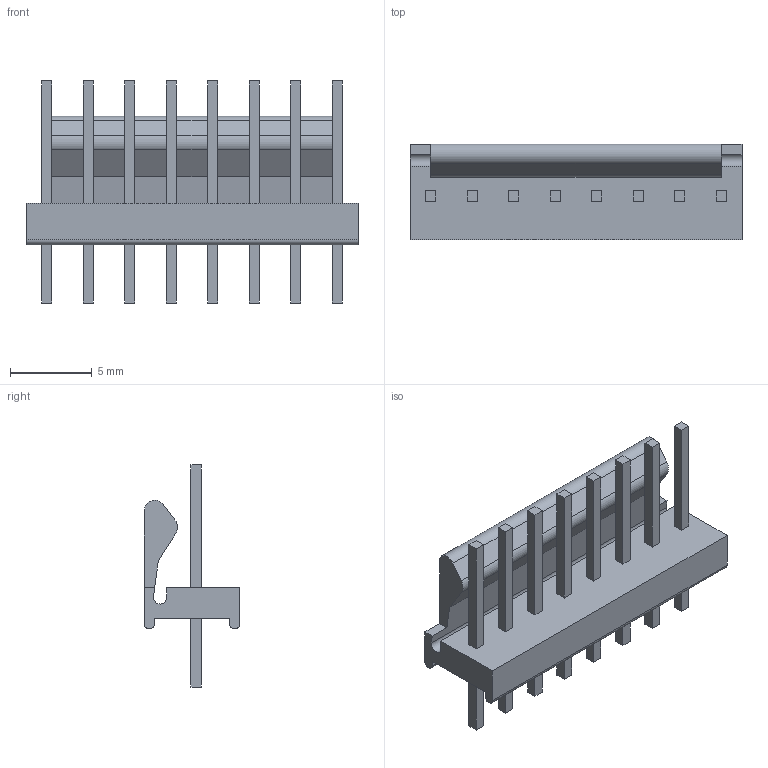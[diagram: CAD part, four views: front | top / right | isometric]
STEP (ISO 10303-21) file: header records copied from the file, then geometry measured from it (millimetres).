
FILE_DESCRIPTION((''),'2;1');
FILE_NAME('C-640456-8','2013-01-10T',('workeradm'),('Tyco Electronics Ltd.'),'PRO/ENGINEER BY PARAMETRIC TECHNOLOGY CORPORATION, 2010430','PRO/ENGINEER BY PARAMETRIC TECHNOLOGY CORPORATION, 2010430','');
FILE_SCHEMA(('AUTOMOTIVE_DESIGN { 1 0 10303 214 1 1 1 1 }'));
Length unit declared in the file: millimetre
Products named in the file (1): C-640456-8
Bounding box: 20.32 x 5.84 x 13.59 mm (x, y, z)
Volume: 384.7 mm3; surface area: 866.8 mm2
Topology: 1 solids, 1 shells, 101 faces, 249 edges, 166 vertices
Faces by surface type: plane 96, cylinder 5
Entity records: 3204 total; most frequent: CARTESIAN_POINT 518, ORIENTED_EDGE 498, DIRECTION 461, EDGE_CURVE 249, VECTOR 239, LINE 239, VERTEX_POINT 166, EDGE_LOOP 117
